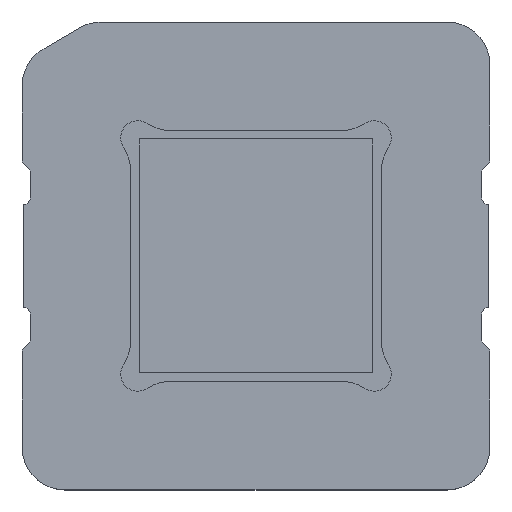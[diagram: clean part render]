
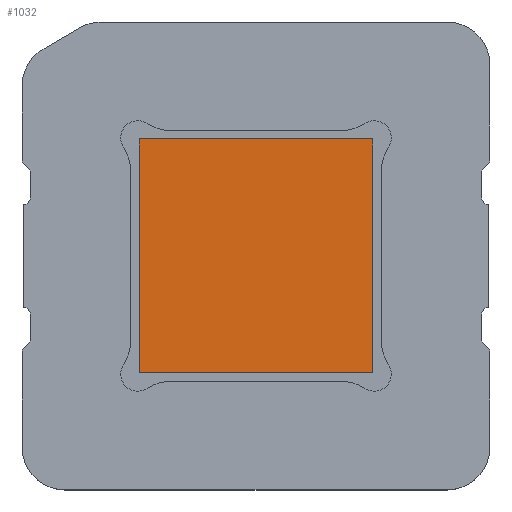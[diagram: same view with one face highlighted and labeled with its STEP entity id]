
A CAD part, top view. The second image highlights one B-rep face of the part: STEP entity #1032.
In plain terms, the highlighted planar face has unit normal (0, 0, 1).
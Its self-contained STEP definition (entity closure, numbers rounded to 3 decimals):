
#45=PLANE('',#1148);
#100=FACE_OUTER_BOUND('',#156,.T.);
#156=EDGE_LOOP('',(#945,#946,#947,#948));
#237=LINE('',#1752,#329);
#241=LINE('',#1760,#333);
#244=LINE('',#1766,#336);
#247=LINE('',#1771,#339);
#329=VECTOR('',#1447,1.);
#333=VECTOR('',#1453,1.);
#336=VECTOR('',#1458,1.);
#339=VECTOR('',#1463,1.);
#491=VERTEX_POINT('',#1750);
#492=VERTEX_POINT('',#1751);
#495=VERTEX_POINT('',#1759);
#497=VERTEX_POINT('',#1765);
#637=EDGE_CURVE('',#491,#492,#237,.T.);
#641=EDGE_CURVE('',#495,#491,#241,.T.);
#644=EDGE_CURVE('',#497,#495,#244,.T.);
#647=EDGE_CURVE('',#492,#497,#247,.T.);
#945=ORIENTED_EDGE('',*,*,#647,.F.);
#946=ORIENTED_EDGE('',*,*,#637,.F.);
#947=ORIENTED_EDGE('',*,*,#641,.F.);
#948=ORIENTED_EDGE('',*,*,#644,.F.);
#1032=ADVANCED_FACE('',(#100),#45,.T.);
#1148=AXIS2_PLACEMENT_3D('',#1774,#1467,#1468);
#1447=DIRECTION('',(-1.,0.,0.));
#1453=DIRECTION('',(0.,-1.,0.));
#1458=DIRECTION('',(1.,0.,0.));
#1463=DIRECTION('',(0.,1.,0.));
#1467=DIRECTION('center_axis',(0.,0.,1.));
#1468=DIRECTION('ref_axis',(0.,1.,0.));
#1750=CARTESIAN_POINT('',(2.75,-2.75,1.3));
#1751=CARTESIAN_POINT('',(-2.75,-2.75,1.3));
#1752=CARTESIAN_POINT('',(2.75,-2.75,1.3));
#1759=CARTESIAN_POINT('',(2.75,2.75,1.3));
#1760=CARTESIAN_POINT('',(2.75,2.75,1.3));
#1765=CARTESIAN_POINT('',(-2.75,2.75,1.3));
#1766=CARTESIAN_POINT('',(-2.75,2.75,1.3));
#1771=CARTESIAN_POINT('',(-2.75,-2.75,1.3));
#1774=CARTESIAN_POINT('Origin',(0.,0.,
1.3));
